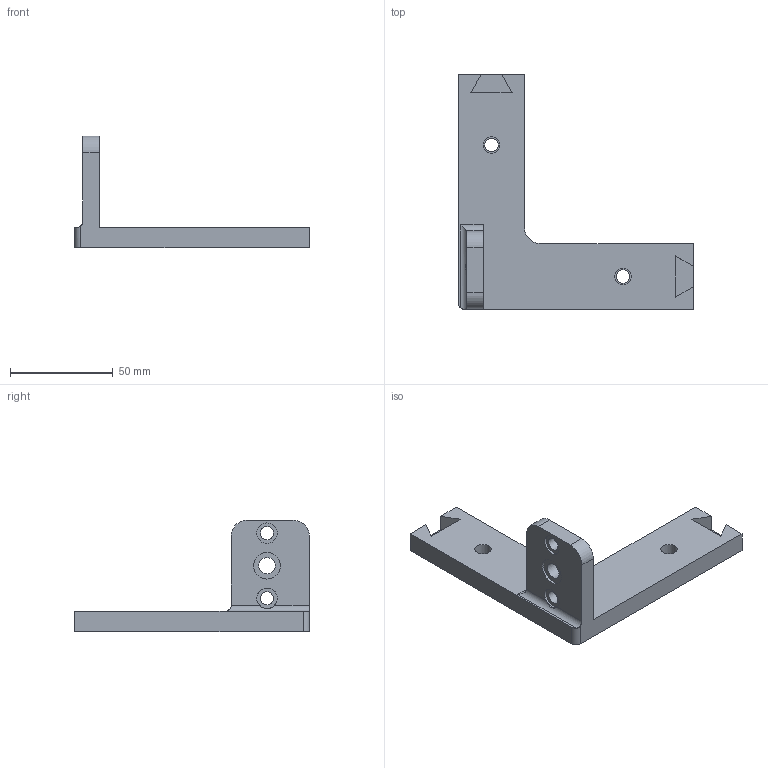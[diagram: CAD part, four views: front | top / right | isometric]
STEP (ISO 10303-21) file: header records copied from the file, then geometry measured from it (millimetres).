
FILE_DESCRIPTION(('FreeCAD Model'),'2;1');
FILE_NAME('Open CASCADE Shape Model','2025-01-22T15:15:55',('Author'),( ''),'Open CASCADE STEP processor 7.7','FreeCAD','Unknown');
FILE_SCHEMA(('AUTOMOTIVE_DESIGN { 1 0 10303 214 1 1 1 1 }'));
Length unit declared in the file: millimetre
Products named in the file (1): Pocket004
Bounding box: 114.3 x 114.3 x 54.45 mm (x, y, z)
Volume: 72318 mm3; surface area: 22235.4 mm2
Topology: 1 solids, 1 shells, 42 faces, 106 edges, 70 vertices
Faces by surface type: plane 25, cylinder 16, cone 1
Full cylindrical faces by diameter (mm): 6.35 x2, 6.6 x2, 7.938 x1, 8 x2, 10 x2, 13 x1
Entity records: 1377 total; most frequent: CARTESIAN_POINT 297, DIRECTION 220, ORIENTED_EDGE 212, EDGE_CURVE 106, AXIS2_PLACEMENT_3D 76, VERTEX_POINT 70, LINE 68, VECTOR 68
